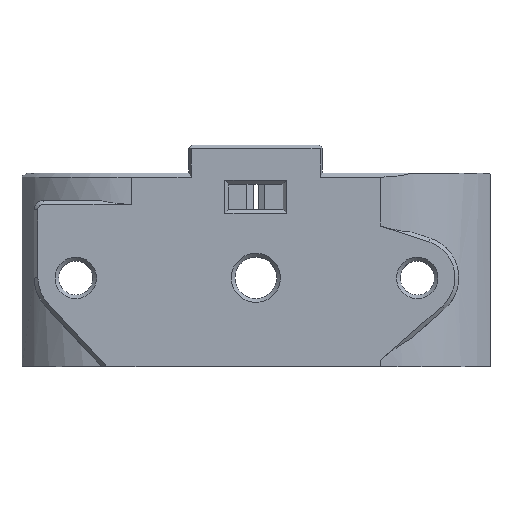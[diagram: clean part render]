
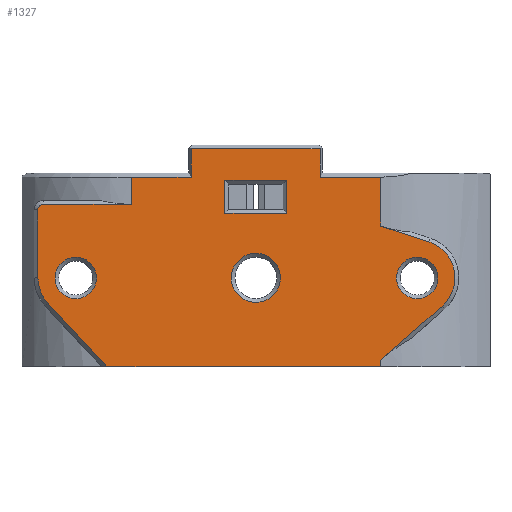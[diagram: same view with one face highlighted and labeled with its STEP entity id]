
A CAD part, top view. The second image highlights one B-rep face of the part: STEP entity #1327.
In plain terms, the highlighted planar face has unit normal (0, 0, 1).
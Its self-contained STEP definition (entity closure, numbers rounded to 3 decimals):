
#34=FACE_BOUND('',#183,.T.);
#35=FACE_BOUND('',#184,.T.);
#36=FACE_BOUND('',#185,.T.);
#37=FACE_BOUND('',#186,.T.);
#52=PLANE('',#1435);
#105=FACE_OUTER_BOUND('',#182,.T.);
#182=EDGE_LOOP('',(#954,#955,#956,#957,#958,#959,#960,#961,#962,#963,#964,
#965,#966,#967,#968,#969,#970));
#183=EDGE_LOOP('',(#971));
#184=EDGE_LOOP('',(#972));
#185=EDGE_LOOP('',(#973,#974,#975,#976));
#186=EDGE_LOOP('',(#977));
#260=LINE('',#1953,#396);
#263=LINE('',#1974,#399);
#269=LINE('',#1991,#405);
#272=LINE('',#2003,#408);
#274=LINE('',#2010,#410);
#275=LINE('',#2012,#411);
#276=LINE('',#2014,#412);
#277=LINE('',#2018,#413);
#278=LINE('',#2020,#414);
#279=LINE('',#2022,#415);
#280=LINE('',#2024,#416);
#281=LINE('',#2026,#417);
#282=LINE('',#2028,#418);
#283=LINE('',#2029,#419);
#284=LINE('',#2036,#420);
#285=LINE('',#2038,#421);
#286=LINE('',#2040,#422);
#287=LINE('',#2041,#423);
#396=VECTOR('',#1555,10.);
#399=VECTOR('',#1578,10.);
#405=VECTOR('',#1594,10.);
#408=VECTOR('',#1607,10.);
#410=VECTOR('',#1615,10.);
#411=VECTOR('',#1616,10.);
#412=VECTOR('',#1617,10.);
#413=VECTOR('',#1620,10.);
#414=VECTOR('',#1621,10.);
#415=VECTOR('',#1622,10.);
#416=VECTOR('',#1623,10.);
#417=VECTOR('',#1624,10.);
#418=VECTOR('',#1625,10.);
#419=VECTOR('',#1626,10.);
#420=VECTOR('',#1631,10.);
#421=VECTOR('',#1632,10.);
#422=VECTOR('',#1633,10.);
#423=VECTOR('',#1634,10.);
#554=CIRCLE('',#1425,4.1);
#556=CIRCLE('',#1429,0.6);
#559=CIRCLE('',#1436,4.1);
#560=CIRCLE('',#1437,2.25);
#561=CIRCLE('',#1438,2.659);
#562=CIRCLE('',#1439,2.25);
#593=VERTEX_POINT('',#1950);
#594=VERTEX_POINT('',#1952);
#602=VERTEX_POINT('',#1973);
#605=VERTEX_POINT('',#1981);
#607=VERTEX_POINT('',#1987);
#609=VERTEX_POINT('',#1993);
#611=VERTEX_POINT('',#1999);
#614=VERTEX_POINT('',#2009);
#615=VERTEX_POINT('',#2011);
#616=VERTEX_POINT('',#2013);
#617=VERTEX_POINT('',#2015);
#618=VERTEX_POINT('',#2017);
#619=VERTEX_POINT('',#2019);
#620=VERTEX_POINT('',#2021);
#621=VERTEX_POINT('',#2023);
#622=VERTEX_POINT('',#2025);
#623=VERTEX_POINT('',#2027);
#624=VERTEX_POINT('',#2030);
#625=VERTEX_POINT('',#2032);
#626=VERTEX_POINT('',#2034);
#627=VERTEX_POINT('',#2035);
#628=VERTEX_POINT('',#2037);
#629=VERTEX_POINT('',#2039);
#630=VERTEX_POINT('',#2042);
#720=EDGE_CURVE('',#593,#594,#260,.T.);
#730=EDGE_CURVE('',#594,#602,#263,.T.);
#734=EDGE_CURVE('',#602,#605,#554,.T.);
#739=EDGE_CURVE('',#605,#607,#269,.T.);
#740=EDGE_CURVE('',#607,#609,#556,.T.);
#745=EDGE_CURVE('',#609,#611,#272,.T.);
#748=EDGE_CURVE('',#611,#614,#274,.T.);
#749=EDGE_CURVE('',#615,#593,#275,.T.);
#750=EDGE_CURVE('',#616,#615,#276,.T.);
#751=EDGE_CURVE('',#617,#616,#559,.T.);
#752=EDGE_CURVE('',#618,#617,#277,.T.);
#753=EDGE_CURVE('',#619,#618,#278,.T.);
#754=EDGE_CURVE('',#620,#619,#279,.T.);
#755=EDGE_CURVE('',#621,#620,#280,.T.);
#756=EDGE_CURVE('',#622,#621,#281,.T.);
#757=EDGE_CURVE('',#623,#622,#282,.T.);
#758=EDGE_CURVE('',#614,#623,#283,.T.);
#759=EDGE_CURVE('',#624,#624,#560,.T.);
#760=EDGE_CURVE('',#625,#625,#561,.T.);
#761=EDGE_CURVE('',#626,#627,#284,.T.);
#762=EDGE_CURVE('',#628,#626,#285,.T.);
#763=EDGE_CURVE('',#629,#628,#286,.T.);
#764=EDGE_CURVE('',#627,#629,#287,.T.);
#765=EDGE_CURVE('',#630,#630,#562,.T.);
#954=ORIENTED_EDGE('',*,*,#748,.F.);
#955=ORIENTED_EDGE('',*,*,#745,.F.);
#956=ORIENTED_EDGE('',*,*,#740,.F.);
#957=ORIENTED_EDGE('',*,*,#739,.F.);
#958=ORIENTED_EDGE('',*,*,#734,.F.);
#959=ORIENTED_EDGE('',*,*,#730,.F.);
#960=ORIENTED_EDGE('',*,*,#720,.F.);
#961=ORIENTED_EDGE('',*,*,#749,.F.);
#962=ORIENTED_EDGE('',*,*,#750,.F.);
#963=ORIENTED_EDGE('',*,*,#751,.F.);
#964=ORIENTED_EDGE('',*,*,#752,.F.);
#965=ORIENTED_EDGE('',*,*,#753,.F.);
#966=ORIENTED_EDGE('',*,*,#754,.F.);
#967=ORIENTED_EDGE('',*,*,#755,.F.);
#968=ORIENTED_EDGE('',*,*,#756,.F.);
#969=ORIENTED_EDGE('',*,*,#757,.F.);
#970=ORIENTED_EDGE('',*,*,#758,.F.);
#971=ORIENTED_EDGE('',*,*,#759,.F.);
#972=ORIENTED_EDGE('',*,*,#760,.F.);
#973=ORIENTED_EDGE('',*,*,#761,.F.);
#974=ORIENTED_EDGE('',*,*,#762,.F.);
#975=ORIENTED_EDGE('',*,*,#763,.F.);
#976=ORIENTED_EDGE('',*,*,#764,.F.);
#977=ORIENTED_EDGE('',*,*,#765,.F.);
#1327=ADVANCED_FACE('',(#105,#34,#35,#36,#37),#52,.T.);
#1425=AXIS2_PLACEMENT_3D('',#1982,#1585,#1586);
#1429=AXIS2_PLACEMENT_3D('',#1994,#1597,#1598);
#1435=AXIS2_PLACEMENT_3D('',#2008,#1613,#1614);
#1436=AXIS2_PLACEMENT_3D('',#2016,#1618,#1619);
#1437=AXIS2_PLACEMENT_3D('',#2031,#1627,#1628);
#1438=AXIS2_PLACEMENT_3D('',#2033,#1629,#1630);
#1439=AXIS2_PLACEMENT_3D('',#2043,#1635,#1636);
#1555=DIRECTION('',(-1.,0.,0.));
#1578=DIRECTION('',(-0.681,0.732,0.));
#1585=DIRECTION('center_axis',(0.,0.,
-1.));
#1586=DIRECTION('ref_axis',(-1.,0.,0.));
#1594=DIRECTION('',(0.,1.,0.));
#1597=DIRECTION('center_axis',(0.,0.,
-1.));
#1598=DIRECTION('ref_axis',(0.,1.,0.));
#1607=DIRECTION('',(1.,0.,0.));
#1613=DIRECTION('center_axis',(0.,0.,
1.));
#1614=DIRECTION('ref_axis',(1.,0.,0.));
#1615=DIRECTION('',(0.,1.,0.));
#1616=DIRECTION('',(0.,-1.,0.));
#1617=DIRECTION('',(-0.751,-0.66,0.));
#1618=DIRECTION('center_axis',(0.,0.,
-1.));
#1619=DIRECTION('ref_axis',(0.66,-0.751,0.));
#1620=DIRECTION('',(0.951,-0.309,0.));
#1621=DIRECTION('',(0.,-1.,0.));
#1622=DIRECTION('',(1.,0.,0.));
#1623=DIRECTION('',(0.,-1.,0.));
#1624=DIRECTION('',(1.,0.,0.));
#1625=DIRECTION('',(0.,1.,0.));
#1626=DIRECTION('',(1.,0.,0.));
#1627=DIRECTION('center_axis',(0.,0.,
1.));
#1628=DIRECTION('ref_axis',(-1.,0.,0.));
#1629=DIRECTION('center_axis',(0.,0.,
1.));
#1630=DIRECTION('ref_axis',(-1.,0.,0.));
#1631=DIRECTION('',(-1.,0.,0.));
#1632=DIRECTION('',(0.,1.,0.));
#1633=DIRECTION('',(1.,0.,0.));
#1634=DIRECTION('',(0.,-1.,0.));
#1635=DIRECTION('center_axis',(0.,0.,
1.));
#1636=DIRECTION('ref_axis',(-1.,0.,0.));
#1950=CARTESIAN_POINT('',(161.417,-140.399,117.664));
#1952=CARTESIAN_POINT('',(131.763,-140.399,117.664));
#1953=CARTESIAN_POINT('',(147.895,-140.399,117.664));
#1973=CARTESIAN_POINT('',(125.38,-133.538,117.664));
#1974=CARTESIAN_POINT('',(132.619,-141.32,117.664));
#1981=CARTESIAN_POINT('',(124.283,-130.745,117.664));
#1982=CARTESIAN_POINT('Origin',(128.383,-130.745,117.664));
#1987=CARTESIAN_POINT('',(124.283,-123.393,117.664));
#1991=CARTESIAN_POINT('',(124.283,-130.51,117.664));
#1993=CARTESIAN_POINT('',(124.883,-122.793,117.664));
#1994=CARTESIAN_POINT('Origin',(124.883,-123.393,117.664));
#1999=CARTESIAN_POINT('',(134.417,-122.793,117.664));
#2003=CARTESIAN_POINT('',(135.885,-122.793,117.664));
#2008=CARTESIAN_POINT('Origin',(146.887,-130.274,117.664));
#2009=CARTESIAN_POINT('',(134.417,-119.849,117.664));
#2010=CARTESIAN_POINT('',(134.417,-140.399,117.664));
#2011=CARTESIAN_POINT('',(161.417,-139.683,117.664));
#2012=CARTESIAN_POINT('',(161.417,-140.399,117.664));
#2013=CARTESIAN_POINT('',(168.088,-133.826,117.664));
#2014=CARTESIAN_POINT('',(162.982,-138.309,117.664));
#2015=CARTESIAN_POINT('',(166.648,-126.845,117.664));
#2016=CARTESIAN_POINT('Origin',(165.383,-130.745,117.664));
#2017=CARTESIAN_POINT('',(161.417,-125.149,117.664));
#2018=CARTESIAN_POINT('',(155.534,-123.241,117.664));
#2019=CARTESIAN_POINT('',(161.417,-119.849,117.664));
#2020=CARTESIAN_POINT('',(161.417,-140.399,117.664));
#2021=CARTESIAN_POINT('',(154.859,-119.849,117.664));
#2022=CARTESIAN_POINT('',(134.645,-119.849,117.664));
#2023=CARTESIAN_POINT('',(154.859,-116.774,117.664));
#2024=CARTESIAN_POINT('',(154.859,-123.737,117.664));
#2025=CARTESIAN_POINT('',(140.891,-116.774,117.664));
#2026=CARTESIAN_POINT('',(146.445,-116.774,117.664));
#2027=CARTESIAN_POINT('',(140.891,-119.849,117.664));
#2028=CARTESIAN_POINT('',(140.891,-123.737,117.664));
#2029=CARTESIAN_POINT('',(134.645,-119.849,117.664));
#2030=CARTESIAN_POINT('',(167.637,-130.774,117.664));
#2031=CARTESIAN_POINT('Origin',(165.387,-130.774,117.664));
#2032=CARTESIAN_POINT('',(150.553,-130.759,117.664));
#2033=CARTESIAN_POINT('Origin',(147.895,-130.759,117.664));
#2034=CARTESIAN_POINT('',(151.245,-120.18,117.664));
#2035=CARTESIAN_POINT('',(144.545,-120.18,117.664));
#2036=CARTESIAN_POINT('',(146.42,-120.18,117.664));
#2037=CARTESIAN_POINT('',(151.245,-123.78,117.664));
#2038=CARTESIAN_POINT('',(151.245,-124.271,117.664));
#2039=CARTESIAN_POINT('',(144.545,-123.78,117.664));
#2040=CARTESIAN_POINT('',(149.37,-123.78,117.664));
#2041=CARTESIAN_POINT('',(144.545,-125.671,117.664));
#2042=CARTESIAN_POINT('',(130.637,-130.774,117.664));
#2043=CARTESIAN_POINT('Origin',(128.387,-130.774,117.664));
